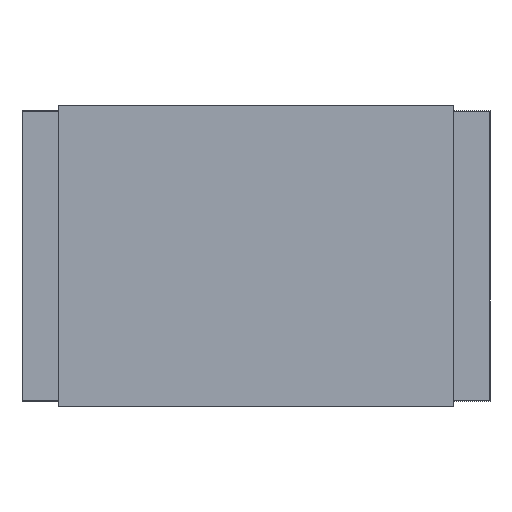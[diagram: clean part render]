
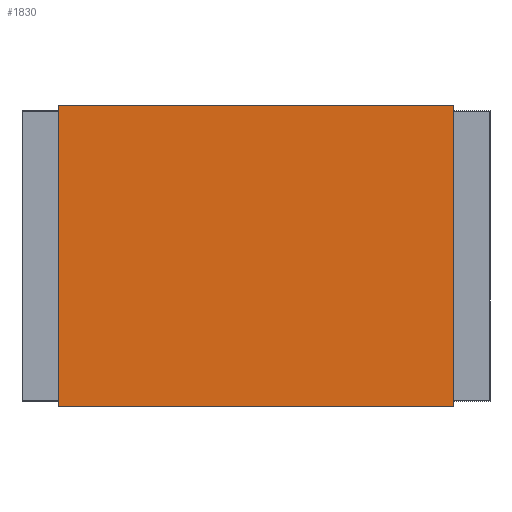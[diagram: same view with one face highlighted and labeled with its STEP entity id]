
A CAD part, left-side view. The second image highlights one B-rep face of the part: STEP entity #1830.
In plain terms, the highlighted planar face has unit normal (-1, 0, 0).
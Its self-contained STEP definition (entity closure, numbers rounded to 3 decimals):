
#1745=CARTESIAN_POINT('',(-1.499,-0.851,1.295));
#1744=VERTEX_POINT('',#1745);
#1763=CARTESIAN_POINT('',(-1.499,0.851,1.295));
#1762=VERTEX_POINT('',#1763);
#1771=EDGE_CURVE('',#1744,#1762,#1776,.T.);
#1776=LINE('',#1745,#1778);
#1778=VECTOR('',#1779,1.702);
#1779=DIRECTION('',(0.0,1.0,0.0));
#1830=ADVANCED_FACE('',(#1836),#1831,.T.);
#1831=PLANE('',#1832);
#1832=AXIS2_PLACEMENT_3D('',#1833,#1834,#1835);
#1833=CARTESIAN_POINT('',(-1.499,0.851,0.0));
#1834=DIRECTION('',(-1.0,0.0,0.0));
#1835=DIRECTION('',(0.,0.,1.));
#1836=FACE_OUTER_BOUND('',#1837,.T.);
#1837=EDGE_LOOP('',(#1838,#1848,#1858,#1868));
#1841=CARTESIAN_POINT('',(-1.499,-0.851,0.0));
#1840=VERTEX_POINT('',#1841);
#1843=CARTESIAN_POINT('',(-1.499,0.851,0.0));
#1842=VERTEX_POINT('',#1843);
#1839=EDGE_CURVE('',#1840,#1842,#1844,.T.);
#1844=LINE('',#1841,#1846);
#1846=VECTOR('',#1847,1.702);
#1847=DIRECTION('',(0.0,1.0,0.0));
#1838=ORIENTED_EDGE('',*,*,#1839,.F.);
#1849=EDGE_CURVE('',#1744,#1840,#1854,.T.);
#1854=LINE('',#1745,#1856);
#1856=VECTOR('',#1857,1.295);
#1857=DIRECTION('',(0.0,0.0,-1.0));
#1848=ORIENTED_EDGE('',*,*,#1849,.F.);
#1858=ORIENTED_EDGE('',*,*,#1771,.T.);
#1869=EDGE_CURVE('',#1842,#1762,#1874,.T.);
#1874=LINE('',#1843,#1876);
#1876=VECTOR('',#1877,1.295);
#1877=DIRECTION('',(0.0,0.0,1.0));
#1868=ORIENTED_EDGE('',*,*,#1869,.F.);
